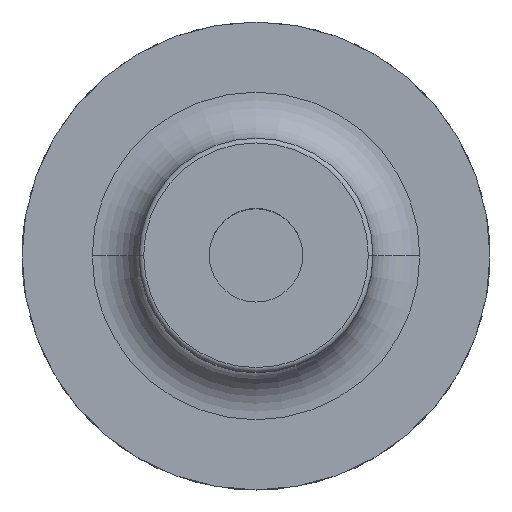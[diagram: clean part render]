
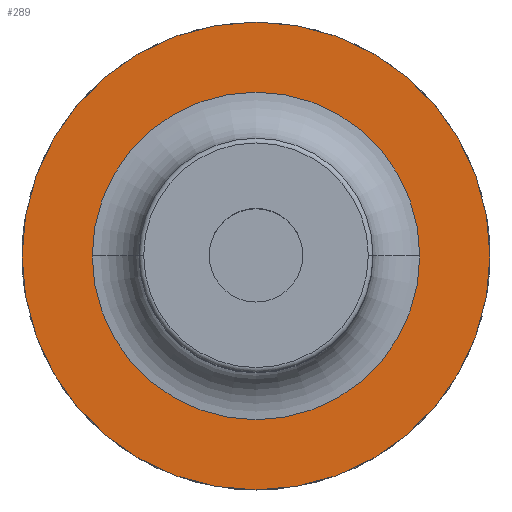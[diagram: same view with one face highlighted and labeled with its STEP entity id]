
A CAD part, top view. The second image highlights one B-rep face of the part: STEP entity #289.
In plain terms, the highlighted planar face has unit normal (0, 0, 1).
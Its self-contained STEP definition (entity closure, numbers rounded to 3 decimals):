
#61 = AXIS2_PLACEMENT_3D ( 'NONE', #63, #221, #1323 ) ;
#63 = CARTESIAN_POINT ( 'NONE',  ( 0., 0., 38. ) ) ;
#94 = EDGE_CURVE ( 'NONE', #1535, #1674, #1818, .T. ) ;
#187 = CIRCLE ( 'NONE', #1285, 50. ) ;
#209 = FACE_BOUND ( 'NONE', #1800, .T. ) ;
#221 = DIRECTION ( 'NONE',  ( 0., 0., -1. ) ) ;
#263 = DIRECTION ( 'NONE',  ( -1., 0., 0. ) ) ;
#272 = AXIS2_PLACEMENT_3D ( 'NONE', #1171, #476, #471 ) ;
#289 = ADVANCED_FACE ( 'NONE', ( #209, #1367 ), #1369, .F. ) ;
#326 = VERTEX_POINT ( 'NONE', #433 ) ;
#360 = ORIENTED_EDGE ( 'NONE', *, *, #1446, .F. ) ;
#402 = CARTESIAN_POINT ( 'NONE',  ( 0., 0., 38. ) ) ;
#423 = EDGE_CURVE ( 'NONE', #1779, #326, #187, .T. ) ;
#425 = DIRECTION ( 'NONE',  ( 0., 0., -1. ) ) ;
#433 = CARTESIAN_POINT ( 'NONE',  ( -50., 0., 38. ) ) ;
#471 = DIRECTION ( 'NONE',  ( -1., 0., 0. ) ) ;
#476 = DIRECTION ( 'NONE',  ( 0., 0., -1. ) ) ;
#542 = DIRECTION ( 'NONE',  ( 0., 0., -1. ) ) ;
#552 = DIRECTION ( 'NONE',  ( -1., 0., 0. ) ) ;
#564 = ORIENTED_EDGE ( 'NONE', *, *, #423, .F. ) ;
#646 = EDGE_CURVE ( 'NONE', #1674, #1535, #1627, .T. ) ;
#811 = CARTESIAN_POINT ( 'NONE',  ( 0., 0., 38. ) ) ;
#1096 = ORIENTED_EDGE ( 'NONE', *, *, #94, .T. ) ;
#1139 = CIRCLE ( 'NONE', #61, 50. ) ;
#1171 = CARTESIAN_POINT ( 'NONE',  ( 0., 0., 38. ) ) ;
#1201 = AXIS2_PLACEMENT_3D ( 'NONE', #811, #1797, #552 ) ;
#1247 = CARTESIAN_POINT ( 'NONE',  ( 0., 0., 38. ) ) ;
#1285 = AXIS2_PLACEMENT_3D ( 'NONE', #1247, #425, #1401 ) ;
#1323 = DIRECTION ( 'NONE',  ( -1., 0., 0. ) ) ;
#1367 = FACE_OUTER_BOUND ( 'NONE', #1513, .T. ) ;
#1369 = PLANE ( 'NONE',  #1474 ) ;
#1401 = DIRECTION ( 'NONE',  ( -1., 0., 0. ) ) ;
#1446 = EDGE_CURVE ( 'NONE', #326, #1779, #1139, .T. ) ;
#1474 = AXIS2_PLACEMENT_3D ( 'NONE', #402, #542, #263 ) ;
#1508 = CARTESIAN_POINT ( 'NONE',  ( -35., 0., 38. ) ) ;
#1513 = EDGE_LOOP ( 'NONE', ( #360, #564 ) ) ;
#1535 = VERTEX_POINT ( 'NONE', #1759 ) ;
#1612 = ORIENTED_EDGE ( 'NONE', *, *, #646, .T. ) ;
#1627 = CIRCLE ( 'NONE', #1201, 35. ) ;
#1658 = CARTESIAN_POINT ( 'NONE',  ( 50., 0., 38. ) ) ;
#1674 = VERTEX_POINT ( 'NONE', #1508 ) ;
#1759 = CARTESIAN_POINT ( 'NONE',  ( 35., 0., 38. ) ) ;
#1779 = VERTEX_POINT ( 'NONE', #1658 ) ;
#1797 = DIRECTION ( 'NONE',  ( 0., 0., -1. ) ) ;
#1800 = EDGE_LOOP ( 'NONE', ( #1612, #1096 ) ) ;
#1818 = CIRCLE ( 'NONE', #272, 35. ) ;
